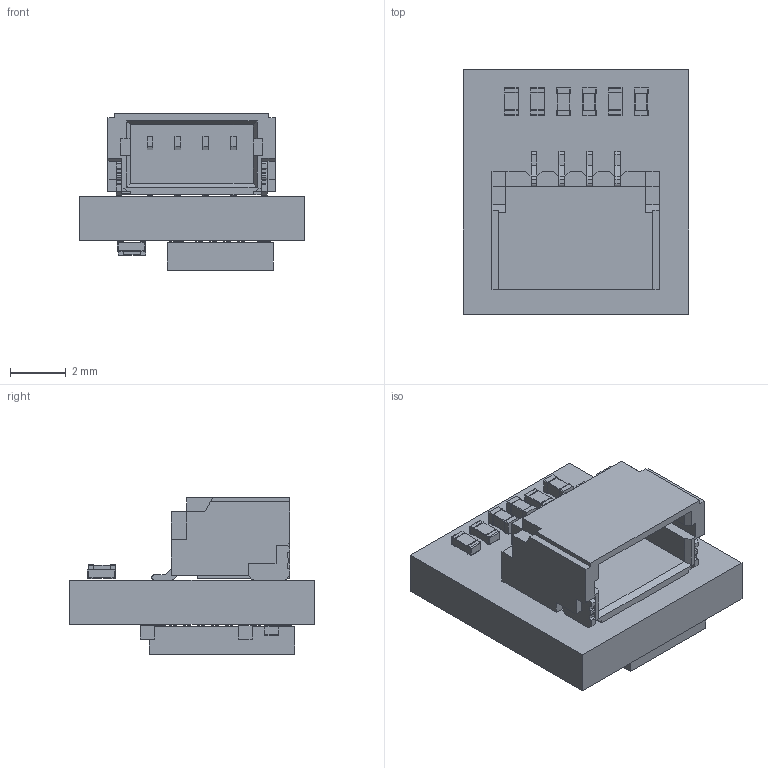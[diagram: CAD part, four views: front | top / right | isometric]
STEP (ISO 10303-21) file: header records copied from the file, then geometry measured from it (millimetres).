
FILE_DESCRIPTION(('KiCad electronic assembly'),'2;1');
FILE_NAME('BNO085_0x4A_Board.step','2023-11-27T23:48:26',('Pcbnew'),( 'Kicad'),'Open CASCADE STEP processor 7.7','KiCad to STEP converter' ,'Unknown');
FILE_SCHEMA(('AUTOMOTIVE_DESIGN { 1 0 10303 214 1 1 1 1 }'));
Length unit declared in the file: millimetre
Products named in the file (10): BNO085_0x4A_Board 1; R_0402_1005Metric; SOLID; C_0402_1005Metric; PRT-14417--3DModel-STEP-1; COMPOUND; LGA-28_5.2x3.8mm_P0.5mm; BNO085_0x4A_Board PCB
Assembly tree (16 placements, depth 3):
  BNO085_0x4A_Board 1
    R_0402_1005Metric  x4
      SOLID
    C_0402_1005Metric  x5
      SOLID
    PRT-14417--3DModel-STEP-1
      COMPOUND
    LGA-28_5.2x3.8mm_P0.5mm
      SOLID
    BNO085_0x4A_Board PCB
Bounding box: 8.07 x 8.75 x 5.61 mm (x, y, z)
Volume: 173.6 mm3; surface area: 465.4 mm2
Topology: 18 solids, 18 shells, 627 faces, 1639 edges, 1084 vertices
Faces by surface type: plane 494, cylinder 133
Full cylindrical faces by diameter (mm): 0.35 x1
Entity records: 30133 total; most frequent: CARTESIAN_POINT 5117, DIRECTION 4394, LINE 3197, VECTOR 3197, ORIENTED_EDGE 2294, PCURVE 2294, DEFINITIONAL_REPRESENTATION 2294, EDGE_CURVE 1147
